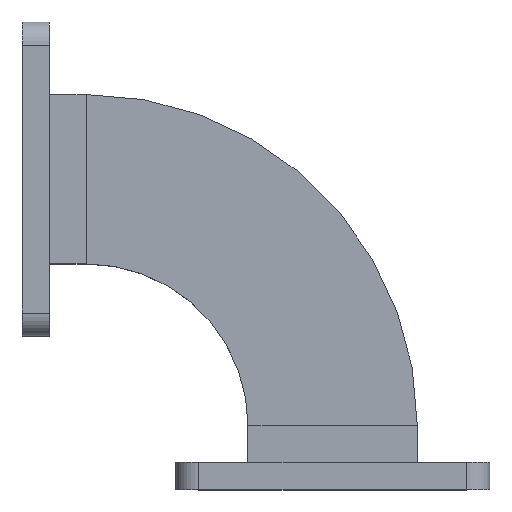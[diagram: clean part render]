
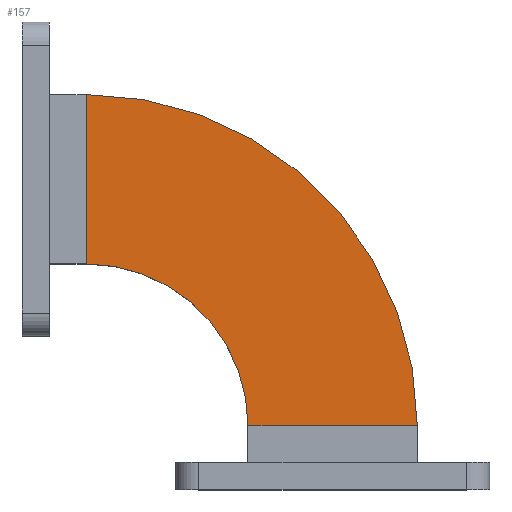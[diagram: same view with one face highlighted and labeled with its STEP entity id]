
A CAD part, top view. The second image highlights one B-rep face of the part: STEP entity #157.
In plain terms, the highlighted planar face has unit normal (0, 0, 1).
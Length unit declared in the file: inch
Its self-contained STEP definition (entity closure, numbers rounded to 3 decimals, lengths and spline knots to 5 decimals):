
#111 = DIRECTION ( 'NONE',  ( 0., 0., -1. ) ) ;
#157 = ADVANCED_FACE ( 'NONE', ( #2989 ), #1420, .T. ) ;
#168 = VECTOR ( 'NONE', #2496, 39.37008 ) ;
#285 = CIRCLE ( 'NONE', #3085, 3.359 ) ;
#345 = CARTESIAN_POINT ( 'NONE',  ( 2.29061, -2.5, 0.4615 ) ) ;
#354 = CARTESIAN_POINT ( 'NONE',  ( 4.00861, -2.5, 0.4615 ) ) ;
#370 = VECTOR ( 'NONE', #2935, 39.37008 ) ;
#419 = VERTEX_POINT ( 'NONE', #2693 ) ;
#458 = CARTESIAN_POINT ( 'NONE',  ( 0.64961, -2.5, 0.4615 ) ) ;
#627 = DIRECTION ( 'NONE',  ( 0., 0., 1. ) ) ;
#734 = AXIS2_PLACEMENT_3D ( 'NONE', #1988, #627, #2525 ) ;
#1213 = LINE ( 'NONE', #2458, #370 ) ;
#1420 = PLANE ( 'NONE',  #734 ) ;
#1427 = DIRECTION ( 'NONE',  ( 0., 1., 0. ) ) ;
#1434 = EDGE_CURVE ( 'NONE', #2929, #2313, #1213, .T. ) ;
#1579 = ORIENTED_EDGE ( 'NONE', *, *, #2040, .T. ) ;
#1846 = CIRCLE ( 'NONE', #3231, 1.641 ) ;
#1874 = VERTEX_POINT ( 'NONE', #2124 ) ;
#1984 = EDGE_LOOP ( 'NONE', ( #2793, #2543, #1579, #2167 ) ) ;
#1988 = CARTESIAN_POINT ( 'NONE',  ( 0.64961, -0.859, 0.4615 ) ) ;
#2040 = EDGE_CURVE ( 'NONE', #1874, #419, #2703, .T. ) ;
#2124 = CARTESIAN_POINT ( 'NONE',  ( 0.64961, 0.859, 0.4615 ) ) ;
#2167 = ORIENTED_EDGE ( 'NONE', *, *, #2205, .T. ) ;
#2205 = EDGE_CURVE ( 'NONE', #419, #2313, #1846, .T. ) ;
#2313 = VERTEX_POINT ( 'NONE', #345 ) ;
#2358 = DIRECTION ( 'NONE',  ( 0., 0., -1. ) ) ;
#2391 = EDGE_CURVE ( 'NONE', #1874, #2929, #285, .T. ) ;
#2458 = CARTESIAN_POINT ( 'NONE',  ( 2.29061, -2.5, 0.4615 ) ) ;
#2496 = DIRECTION ( 'NONE',  ( 0., -1., 0. ) ) ;
#2525 = DIRECTION ( 'NONE',  ( 1., 0., 0. ) ) ;
#2543 = ORIENTED_EDGE ( 'NONE', *, *, #2391, .F. ) ;
#2693 = CARTESIAN_POINT ( 'NONE',  ( 0.64961, -0.859, 0.4615 ) ) ;
#2703 = LINE ( 'NONE', #3288, #168 ) ;
#2793 = ORIENTED_EDGE ( 'NONE', *, *, #1434, .F. ) ;
#2929 = VERTEX_POINT ( 'NONE', #354 ) ;
#2935 = DIRECTION ( 'NONE',  ( -1., 0., 0. ) ) ;
#2989 = FACE_OUTER_BOUND ( 'NONE', #1984, .T. ) ;
#3074 = DIRECTION ( 'NONE',  ( 0., 1., 0. ) ) ;
#3085 = AXIS2_PLACEMENT_3D ( 'NONE', #458, #111, #1427 ) ;
#3094 = CARTESIAN_POINT ( 'NONE',  ( 0.64961, -2.5, 0.4615 ) ) ;
#3231 = AXIS2_PLACEMENT_3D ( 'NONE', #3094, #2358, #3074 ) ;
#3288 = CARTESIAN_POINT ( 'NONE',  ( 0.64961, -0.859, 0.4615 ) ) ;
